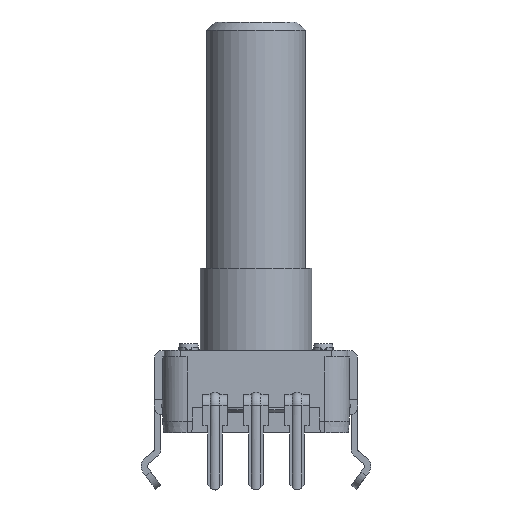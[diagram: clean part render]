
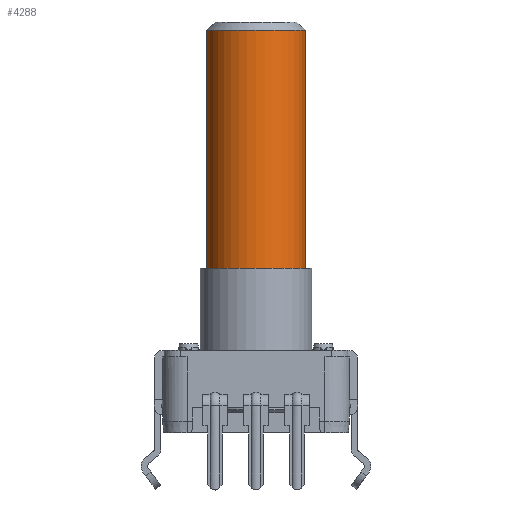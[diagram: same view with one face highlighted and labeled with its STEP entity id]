
A CAD part, front view. The second image highlights one B-rep face of the part: STEP entity #4288.
In plain terms, the highlighted cylindrical face has radius 3 mm (diameter 6 mm), a full revolution.
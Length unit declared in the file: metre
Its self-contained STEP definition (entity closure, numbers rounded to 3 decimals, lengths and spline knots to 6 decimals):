
#2842 = EDGE_CURVE( '', #6303, #5099, #6705, .T. );
#3512 = EDGE_CURVE( '', #5100, #7586, #7587, .T. );
#3876 = EDGE_CURVE( '', #8018, #8018, #8019, .T. );
#4118 = EDGE_CURVE( '', #6303, #7586, #8293, .T. );
#4208 = EDGE_CURVE( '', #5100, #5099, #8403, .T. );
#4288 = ADVANCED_FACE( '', ( #8497, #8498 ), #8499, .T. );
#5099 = VERTEX_POINT( '', #9538 );
#5100 = VERTEX_POINT( '', #9539 );
#6303 = VERTEX_POINT( '', #11313 );
#6705 = LINE( '', #11908, #11909 );
#7586 = VERTEX_POINT( '', #13246 );
#7587 = LINE( '', #13247, #13248 );
#8018 = VERTEX_POINT( '', #13950 );
#8019 = CIRCLE( '', #13951, 0.003 );
#8293 = CIRCLE( '', #14409, 0.003 );
#8403 = CIRCLE( '', #14571, 0.003 );
#8497 = FACE_OUTER_BOUND( '', #14711, .T. );
#8498 = FACE_OUTER_BOUND( '', #14712, .T. );
#8499 = CYLINDRICAL_SURFACE( '', #14713, 0.003 );
#9538 = CARTESIAN_POINT( '', ( -0.002598, 0.0015, 0.012968 ) );
#9539 = CARTESIAN_POINT( '', ( 0.002598, 0.0015, 0.012968 ) );
#11313 = CARTESIAN_POINT( '', ( -0.002598, 0.0015, 0.024468 ) );
#11908 = CARTESIAN_POINT( '', ( -0.002598, 0.0015, 0.014968 ) );
#11909 = VECTOR( '', #17805, 1. );
#13246 = CARTESIAN_POINT( '', ( 0.002598, 0.0015, 0.024468 ) );
#13247 = CARTESIAN_POINT( '', ( 0.002598, 0.0015, 0.014968 ) );
#13248 = VECTOR( '', #18982, 1. );
#13950 = CARTESIAN_POINT( '', ( -0.002819, -0.001026, 0.004268 ) );
#13951 = AXIS2_PLACEMENT_3D( '', #19562, #19563, #19564 );
#14409 = AXIS2_PLACEMENT_3D( '', #19893, #19894, #19895 );
#14571 = AXIS2_PLACEMENT_3D( '', #20065, #20066, #20067 );
#14711 = EDGE_LOOP( '', ( #20222 ) );
#14712 = EDGE_LOOP( '', ( #20223, #20224, #20225, #20226 ) );
#14713 = AXIS2_PLACEMENT_3D( '', #20227, #20228, #20229 );
#17805 = DIRECTION( '', ( 0., 0., -1. ) );
#18982 = DIRECTION( '', ( 0., 0., 1. ) );
#19562 = CARTESIAN_POINT( '', ( 0., 0., 0.004268 ) );
#19563 = DIRECTION( '', ( 0., 0., -1. ) );
#19564 = DIRECTION( '', ( -0.94, -0.342, 0. ) );
#19893 = CARTESIAN_POINT( '', ( 0., 0., 0.024468 ) );
#19894 = DIRECTION( '', ( 0., 0., 1. ) );
#19895 = DIRECTION( '', ( -0.94, -0.342, 0. ) );
#20065 = CARTESIAN_POINT( '', ( 0., 0., 0.012968 ) );
#20066 = DIRECTION( '', ( 0., 0., 1. ) );
#20067 = DIRECTION( '', ( 0.94, 0.342, 0. ) );
#20222 = ORIENTED_EDGE( '', *, *, #3876, .F. );
#20223 = ORIENTED_EDGE( '', *, *, #3512, .T. );
#20224 = ORIENTED_EDGE( '', *, *, #4118, .F. );
#20225 = ORIENTED_EDGE( '', *, *, #2842, .T. );
#20226 = ORIENTED_EDGE( '', *, *, #4208, .F. );
#20227 = CARTESIAN_POINT( '', ( 0., 0., -0.001961 ) );
#20228 = DIRECTION( '', ( 0., 0., 1. ) );
#20229 = DIRECTION( '', ( -0.94, -0.342, 0. ) );
